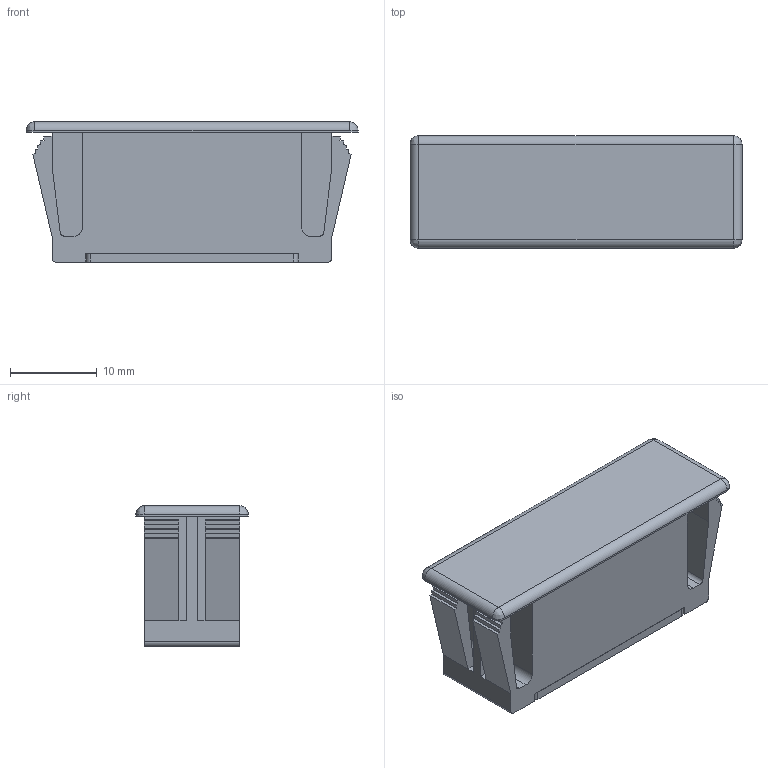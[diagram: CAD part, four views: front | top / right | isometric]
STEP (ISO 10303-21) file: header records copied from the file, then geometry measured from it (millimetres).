
FILE_DESCRIPTION((''),'2;1');
FILE_NAME('','2013-06-19T10:35:00',(''),(''),'','CADfix','');
FILE_SCHEMA(('AUTOMOTIVE_DESIGN { 1 0 10303 214 1 1 1 1 }'));
Length unit declared in the file: millimetre
Bounding box: 38.3 x 13 x 16.2 mm (x, y, z)
Volume: 5295.4 mm3; surface area: 3633.4 mm2
Topology: 2 solids, 2 shells, 120 faces, 326 edges, 212 vertices
Faces by surface type: bspline 120
Entity records: 3451 total; most frequent: CARTESIAN_POINT 1487, ORIENTED_EDGE 652, EDGE_CURVE 326, QUASI_UNIFORM_CURVE 282, VERTEX_POINT 212, EDGE_LOOP 122, FACE_OUTER_BOUND 120, ADVANCED_FACE 120
